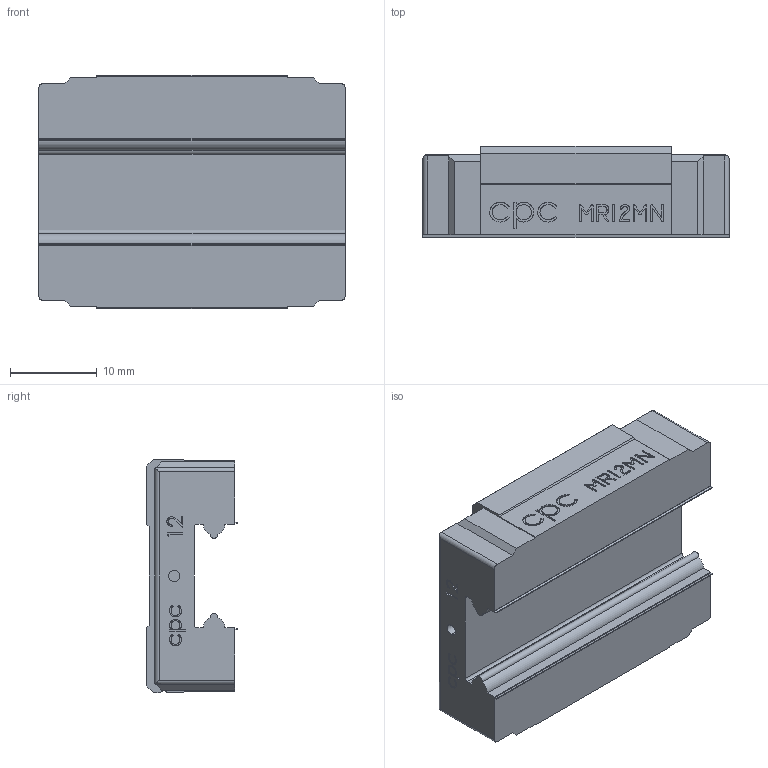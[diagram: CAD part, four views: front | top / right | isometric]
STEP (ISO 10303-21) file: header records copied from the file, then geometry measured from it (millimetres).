
FILE_DESCRIPTION (( 'STEP AP214' ), '1' );
FILE_NAME ('12MN-SU_ZU-block.STEP', '2012-07-13T11:56:07', ( '' ), ( '' ), 'SwSTEP 2.0', 'SolidWorks 2010', '' );
FILE_SCHEMA (( 'AUTOMOTIVE_DESIGN' ));
Length unit declared in the file: millimetre
Products named in the file (1): 12MN-SU_ZU-block
Bounding box: 35.4 x 10.5 x 27 mm (x, y, z)
Volume: 7137.1 mm3; surface area: 3734.1 mm2
Topology: 1 solids, 1 shells, 509 faces, 1385 edges, 914 vertices
Faces by surface type: bspline 232, plane 223, cylinder 38, cone 16
Entity records: 32201 total; most frequent: CARTESIAN_POINT 20477, ORIENTED_EDGE 2754, DIRECTION 1533, EDGE_CURVE 1377, VERTEX_POINT 914, LINE 825, VECTOR 825, EDGE_LOOP 553
